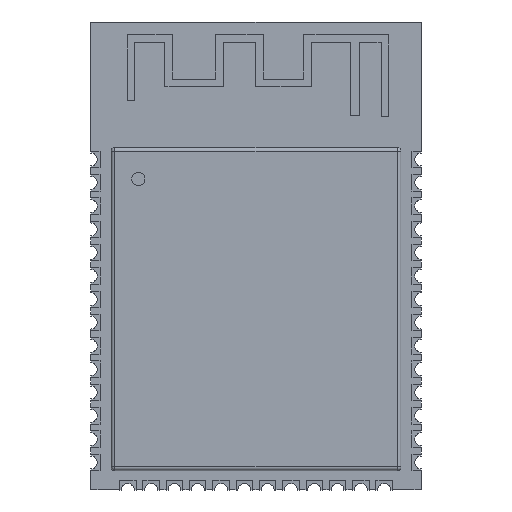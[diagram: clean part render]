
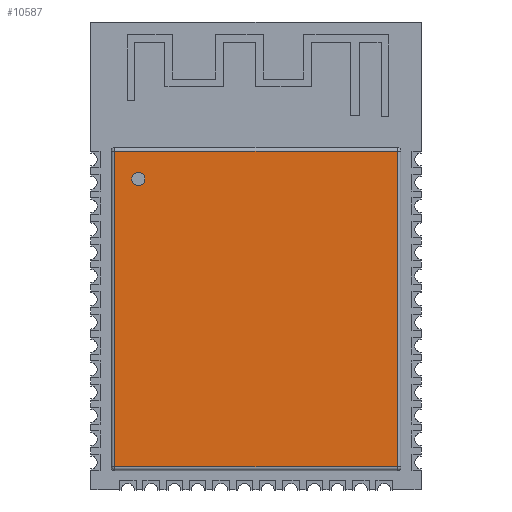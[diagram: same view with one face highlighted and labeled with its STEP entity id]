
A CAD part, top view. The second image highlights one B-rep face of the part: STEP entity #10587.
In plain terms, the highlighted planar face has unit normal (0, 0, 1).
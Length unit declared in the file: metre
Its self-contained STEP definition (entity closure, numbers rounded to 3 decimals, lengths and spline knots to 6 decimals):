
#113=CIRCLE('',#14175,0.000362);
#2984=ORIENTED_EDGE('',*,*,#4234,.T.);
#2985=ORIENTED_EDGE('',*,*,#4221,.T.);
#2986=ORIENTED_EDGE('',*,*,#4230,.T.);
#2987=ORIENTED_EDGE('',*,*,#4246,.T.);
#2988=ORIENTED_EDGE('',*,*,#4488,.F.);
#4221=EDGE_CURVE('',#5362,#5365,#6538,.T.);
#4230=EDGE_CURVE('',#5365,#5371,#6541,.T.);
#4234=EDGE_CURVE('',#5372,#5362,#6544,.T.);
#4246=EDGE_CURVE('',#5371,#5372,#6550,.T.);
#4488=EDGE_CURVE('',#5446,#5446,#113,.T.);
#5362=VERTEX_POINT('',#19155);
#5365=VERTEX_POINT('',#19160);
#5371=VERTEX_POINT('',#19179);
#5372=VERTEX_POINT('',#19184);
#5446=VERTEX_POINT('',#19615);
#6538=LINE('',#19161,#7882);
#6541=LINE('',#19180,#7885);
#6544=LINE('',#19187,#7888);
#6550=LINE('',#19210,#7894);
#7882=VECTOR('',#16206,1.);
#7885=VECTOR('',#16229,1.);
#7888=VECTOR('',#16236,1.);
#7894=VECTOR('',#16264,1.);
#8629=EDGE_LOOP('',(#2984,#2985,#2986,#2987));
#8630=EDGE_LOOP('',(#2988));
#9141=FACE_BOUND('',#8629,.T.);
#9142=FACE_BOUND('',#8630,.T.);
#9604=PLANE('',#14174);
#10587=ADVANCED_FACE('',(#9141,#9142),#9604,.T.);
#14174=AXIS2_PLACEMENT_3D('',#19613,#16697,#16698);
#14175=AXIS2_PLACEMENT_3D('',#19614,#16699,#16700);
#16206=DIRECTION('',(0.,1.,0.));
#16229=DIRECTION('',(-1.,0.,0.));
#16236=DIRECTION('',(1.,0.,0.));
#16264=DIRECTION('',(0.,-1.,0.));
#16697=DIRECTION('',(0.,0.,1.));
#16698=DIRECTION('',(-1.,0.,0.));
#16699=DIRECTION('',(0.,0.,1.));
#16700=DIRECTION('',(-1.,0.,0.));
#19155=CARTESIAN_POINT('',(0.0077,-0.0115,0.0031));
#19160=CARTESIAN_POINT('',(0.0077,0.0057,0.0031));
#19161=CARTESIAN_POINT('',(0.0077,0.0059,0.0031));
#19179=CARTESIAN_POINT('',(-0.0077,0.0057,0.0031));
#19180=CARTESIAN_POINT('',(-0.0079,0.0057,0.0031));
#19184=CARTESIAN_POINT('',(-0.0077,-0.0115,0.0031));
#19187=CARTESIAN_POINT('',(0.0079,-0.0115,0.0031));
#19210=CARTESIAN_POINT('',(-0.0077,-0.0117,0.0031));
#19613=CARTESIAN_POINT('',(0.,0.,0.0031));
#19614=CARTESIAN_POINT('',(-0.006411,0.004191,0.0031));
#19615=CARTESIAN_POINT('',(-0.006772,0.004191,0.0031));
